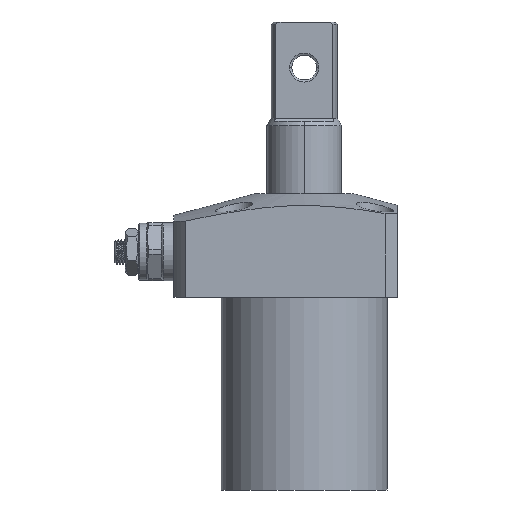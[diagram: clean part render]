
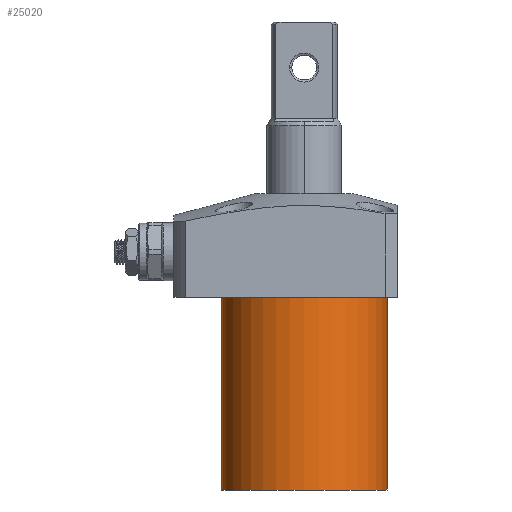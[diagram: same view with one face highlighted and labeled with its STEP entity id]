
A CAD part, front view. The second image highlights one B-rep face of the part: STEP entity #25020.
In plain terms, the highlighted cylindrical face has radius 20 mm (diameter 40 mm), a partial arc.
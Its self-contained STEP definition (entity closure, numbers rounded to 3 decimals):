
#654 = VERTEX_POINT ( 'NONE', #18085 ) ;
#1182 = CIRCLE ( 'NONE', #6379, 20. ) ;
#2395 = DIRECTION ( 'NONE',  ( 0., 0., -1. ) ) ;
#3082 = VECTOR ( 'NONE', #16687, 1000. ) ;
#3169 = DIRECTION ( 'NONE',  ( 0., 0., -1. ) ) ;
#4688 = CARTESIAN_POINT ( 'NONE',  ( 0., 0., -46.5 ) ) ;
#6226 = CARTESIAN_POINT ( 'NONE',  ( 20., 0., -46.5 ) ) ;
#6379 = AXIS2_PLACEMENT_3D ( 'NONE', #4688, #2395, #28433 ) ;
#6913 = VERTEX_POINT ( 'NONE', #7046 ) ;
#7046 = CARTESIAN_POINT ( 'NONE',  ( -20., 0., 0. ) ) ;
#7168 = VECTOR ( 'NONE', #18351, 1000. ) ;
#7963 = CYLINDRICAL_SURFACE ( 'NONE', #22361, 20. ) ;
#8794 = CARTESIAN_POINT ( 'NONE',  ( -20., 0., -46.5 ) ) ;
#10339 = ORIENTED_EDGE ( 'NONE', *, *, #24570, .T. ) ;
#10431 = EDGE_CURVE ( 'NONE', #23192, #6913, #17004, .T. ) ;
#10939 = CARTESIAN_POINT ( 'NONE',  ( -20., 0., -46.5 ) ) ;
#11712 = ORIENTED_EDGE ( 'NONE', *, *, #13975, .F. ) ;
#11994 = DIRECTION ( 'NONE',  ( 1., 0., 0. ) ) ;
#12087 = FACE_OUTER_BOUND ( 'NONE', #12894, .T. ) ;
#12306 = CARTESIAN_POINT ( 'NONE',  ( 0., 0., -46.5 ) ) ;
#12708 = DIRECTION ( 'NONE',  ( 1., 0., 0. ) ) ;
#12894 = EDGE_LOOP ( 'NONE', ( #16065, #11712, #25930, #10339 ) ) ;
#13975 = EDGE_CURVE ( 'NONE', #28357, #23192, #1182, .T. ) ;
#16065 = ORIENTED_EDGE ( 'NONE', *, *, #10431, .F. ) ;
#16687 = DIRECTION ( 'NONE',  ( 0., 0., 1. ) ) ;
#17004 = LINE ( 'NONE', #8794, #3082 ) ;
#18085 = CARTESIAN_POINT ( 'NONE',  ( 20., 0., 0. ) ) ;
#18351 = DIRECTION ( 'NONE',  ( 0., 0., 1. ) ) ;
#20530 = AXIS2_PLACEMENT_3D ( 'NONE', #24718, #3169, #12708 ) ;
#22361 = AXIS2_PLACEMENT_3D ( 'NONE', #12306, #29042, #11994 ) ;
#23192 = VERTEX_POINT ( 'NONE', #10939 ) ;
#23442 = LINE ( 'NONE', #6226, #7168 ) ;
#24570 = EDGE_CURVE ( 'NONE', #654, #6913, #29822, .T. ) ;
#24718 = CARTESIAN_POINT ( 'NONE',  ( 0., 0., 0. ) ) ;
#25020 = ADVANCED_FACE ( 'NONE', ( #12087 ), #7963, .T. ) ;
#25539 = EDGE_CURVE ( 'NONE', #28357, #654, #23442, .T. ) ;
#25930 = ORIENTED_EDGE ( 'NONE', *, *, #25539, .T. ) ;
#28357 = VERTEX_POINT ( 'NONE', #29397 ) ;
#28433 = DIRECTION ( 'NONE',  ( -1., 0., 0. ) ) ;
#29042 = DIRECTION ( 'NONE',  ( 0., 0., 1. ) ) ;
#29397 = CARTESIAN_POINT ( 'NONE',  ( 20., 0., -46.5 ) ) ;
#29822 = CIRCLE ( 'NONE', #20530, 20. ) ;
